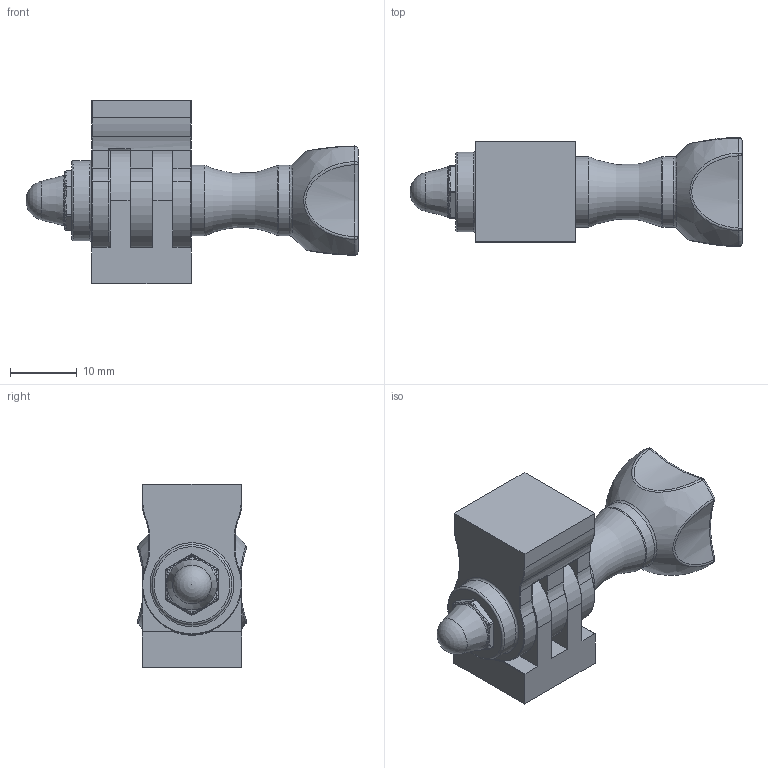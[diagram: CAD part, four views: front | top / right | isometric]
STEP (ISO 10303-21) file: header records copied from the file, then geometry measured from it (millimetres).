
FILE_DESCRIPTION( ( '' ), ' ' );
FILE_NAME( '5ae37dc1ed03c30fcd186828.step', '2018-04-27T19:45:08', ( '' ), ( '' ), ' ', ' ', ' ' );
FILE_SCHEMA( ( 'AUTOMOTIVE_DESIGN { 1 0 10303 214 1 1 1 1 }' ) );
Length unit declared in the file: metre
Products named in the file (5): Bolt; Bolt Turner; Nut; 3 prong connector; 2 prong connector
Bounding box: 49.87 x 16.38 x 27.59 mm (x, y, z)
Volume: 8817.9 mm3; surface area: 7073.3 mm2
Topology: 5 solids, 5 shells, 248 faces, 585 edges, 343 vertices
Faces by surface type: cylinder 89, plane 68, torus 40, bspline 29, sphere 21, cone 1
Full cylindrical faces by diameter (mm): 4.83 x1, 5 x7, 10.6 x2, 12 x1
Entity records: 12725 total; most frequent: CARTESIAN_POINT 5251, DIRECTION 1192, ORIENTED_EDGE 1078, EDGE_CURVE 539, AXIS2_PLACEMENT_3D 485, VERTEX_POINT 330, EDGE_LOOP 284, FACE_OUTER_BOUND 266
